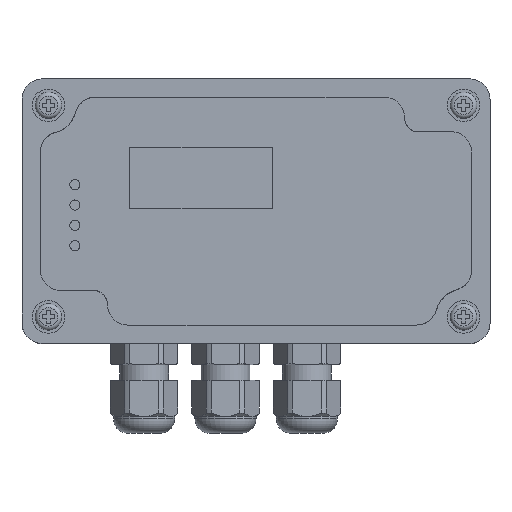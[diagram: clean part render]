
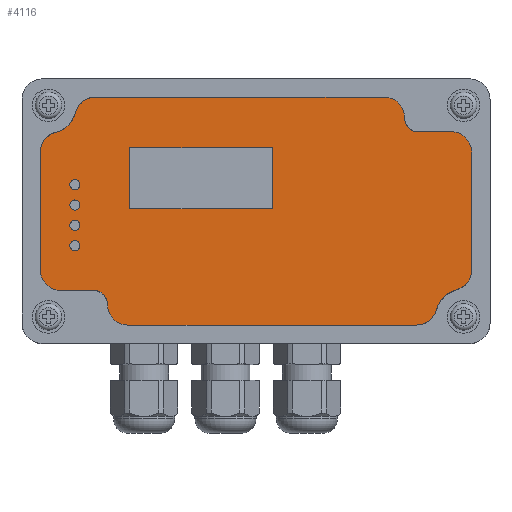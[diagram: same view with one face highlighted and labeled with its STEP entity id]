
A CAD part, top view. The second image highlights one B-rep face of the part: STEP entity #4116.
In plain terms, the highlighted planar face has unit normal (0, 0, 1).
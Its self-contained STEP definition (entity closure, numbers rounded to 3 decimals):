
#107=FACE_BOUND('',#1510,.T.);
#108=FACE_BOUND('',#1511,.T.);
#109=FACE_BOUND('',#1512,.T.);
#110=FACE_BOUND('',#1513,.T.);
#111=FACE_BOUND('',#1514,.T.);
#244=PLANE('',#4614);
#549=LINE('',#7076,#867);
#550=LINE('',#7078,#868);
#552=LINE('',#7081,#870);
#554=LINE('',#7084,#872);
#557=LINE('',#7088,#875);
#558=LINE('',#7090,#876);
#560=LINE('',#7093,#878);
#562=LINE('',#7096,#880);
#570=LINE('',#7129,#888);
#573=LINE('',#7135,#891);
#576=LINE('',#7141,#894);
#579=LINE('',#7145,#897);
#867=VECTOR('',#5800,10.);
#868=VECTOR('',#5803,10.);
#870=VECTOR('',#5807,10.);
#872=VECTOR('',#5811,10.);
#875=VECTOR('',#5816,10.);
#876=VECTOR('',#5819,10.);
#878=VECTOR('',#5823,10.);
#880=VECTOR('',#5827,10.);
#888=VECTOR('',#5861,10.);
#891=VECTOR('',#5866,10.);
#894=VECTOR('',#5871,10.);
#897=VECTOR('',#5876,10.);
#1229=FACE_OUTER_BOUND('',#1509,.T.);
#1509=EDGE_LOOP('',(#3826,#3827,#3828,#3829,#3830,#3831,#3832,#3833,#3834,
#3835,#3836,#3837,#3838,#3839,#3840,#3841,#3842,#3843,#3844,#3845));
#1510=EDGE_LOOP('',(#3846));
#1511=EDGE_LOOP('',(#3847));
#1512=EDGE_LOOP('',(#3848));
#1513=EDGE_LOOP('',(#3849));
#1514=EDGE_LOOP('',(#3850,#3851,#3852,#3853));
#1726=CIRCLE('',#4555,7.245);
#1728=CIRCLE('',#4558,5.);
#1731=CIRCLE('',#4562,5.);
#1732=CIRCLE('',#4564,3.449);
#1734=CIRCLE('',#4567,3.525);
#1736=CIRCLE('',#4570,6.948);
#1738=CIRCLE('',#4573,5.);
#1741=CIRCLE('',#4577,5.);
#1742=CIRCLE('',#4579,5.);
#1744=CIRCLE('',#4582,5.);
#1746=CIRCLE('',#4585,5.);
#1748=CIRCLE('',#4588,5.);
#1750=CIRCLE('',#4599,1.25);
#1752=CIRCLE('',#4602,1.25);
#1754=CIRCLE('',#4605,1.25);
#1756=CIRCLE('',#4608,1.25);
#2083=VERTEX_POINT('',#6979);
#2084=VERTEX_POINT('',#6980);
#2087=VERTEX_POINT('',#6988);
#2090=VERTEX_POINT('',#6996);
#2091=VERTEX_POINT('',#7000);
#2092=VERTEX_POINT('',#7001);
#2095=VERTEX_POINT('',#7009);
#2096=VERTEX_POINT('',#7010);
#2099=VERTEX_POINT('',#7018);
#2100=VERTEX_POINT('',#7019);
#2103=VERTEX_POINT('',#7027);
#2106=VERTEX_POINT('',#7035);
#2107=VERTEX_POINT('',#7039);
#2108=VERTEX_POINT('',#7040);
#2111=VERTEX_POINT('',#7048);
#2112=VERTEX_POINT('',#7049);
#2115=VERTEX_POINT('',#7057);
#2116=VERTEX_POINT('',#7058);
#2119=VERTEX_POINT('',#7066);
#2120=VERTEX_POINT('',#7067);
#2123=VERTEX_POINT('',#7099);
#2125=VERTEX_POINT('',#7105);
#2127=VERTEX_POINT('',#7111);
#2129=VERTEX_POINT('',#7117);
#2133=VERTEX_POINT('',#7126);
#2134=VERTEX_POINT('',#7128);
#2136=VERTEX_POINT('',#7134);
#2138=VERTEX_POINT('',#7140);
#2636=EDGE_CURVE('',#2083,#2084,#1726,.T.);
#2640=EDGE_CURVE('',#2087,#2084,#1728,.T.);
#2645=EDGE_CURVE('',#2083,#2090,#1731,.T.);
#2646=EDGE_CURVE('',#2091,#2092,#1732,.T.);
#2650=EDGE_CURVE('',#2095,#2096,#1734,.T.);
#2654=EDGE_CURVE('',#2099,#2100,#1736,.T.);
#2658=EDGE_CURVE('',#2103,#2100,#1738,.T.);
#2663=EDGE_CURVE('',#2099,#2106,#1741,.T.);
#2664=EDGE_CURVE('',#2107,#2108,#1742,.T.);
#2668=EDGE_CURVE('',#2111,#2112,#1744,.T.);
#2672=EDGE_CURVE('',#2115,#2116,#1746,.T.);
#2676=EDGE_CURVE('',#2119,#2120,#1748,.T.);
#2681=EDGE_CURVE('',#2115,#2091,#549,.T.);
#2682=EDGE_CURVE('',#2092,#2120,#550,.T.);
#2684=EDGE_CURVE('',#2119,#2106,#552,.T.);
#2686=EDGE_CURVE('',#2103,#2108,#554,.T.);
#2689=EDGE_CURVE('',#2107,#2095,#557,.T.);
#2690=EDGE_CURVE('',#2096,#2112,#558,.T.);
#2692=EDGE_CURVE('',#2111,#2090,#560,.T.);
#2694=EDGE_CURVE('',#2087,#2116,#562,.T.);
#2696=EDGE_CURVE('',#2123,#2123,#1750,.T.);
#2699=EDGE_CURVE('',#2125,#2125,#1752,.T.);
#2702=EDGE_CURVE('',#2127,#2127,#1754,.T.);
#2705=EDGE_CURVE('',#2129,#2129,#1756,.T.);
#2710=EDGE_CURVE('',#2134,#2133,#570,.T.);
#2713=EDGE_CURVE('',#2136,#2134,#573,.T.);
#2716=EDGE_CURVE('',#2138,#2136,#576,.T.);
#2719=EDGE_CURVE('',#2133,#2138,#579,.T.);
#3826=ORIENTED_EDGE('',*,*,#2645,.T.);
#3827=ORIENTED_EDGE('',*,*,#2692,.F.);
#3828=ORIENTED_EDGE('',*,*,#2668,.T.);
#3829=ORIENTED_EDGE('',*,*,#2690,.F.);
#3830=ORIENTED_EDGE('',*,*,#2650,.F.);
#3831=ORIENTED_EDGE('',*,*,#2689,.F.);
#3832=ORIENTED_EDGE('',*,*,#2664,.T.);
#3833=ORIENTED_EDGE('',*,*,#2686,.F.);
#3834=ORIENTED_EDGE('',*,*,#2658,.T.);
#3835=ORIENTED_EDGE('',*,*,#2654,.F.);
#3836=ORIENTED_EDGE('',*,*,#2663,.T.);
#3837=ORIENTED_EDGE('',*,*,#2684,.F.);
#3838=ORIENTED_EDGE('',*,*,#2676,.T.);
#3839=ORIENTED_EDGE('',*,*,#2682,.F.);
#3840=ORIENTED_EDGE('',*,*,#2646,.F.);
#3841=ORIENTED_EDGE('',*,*,#2681,.F.);
#3842=ORIENTED_EDGE('',*,*,#2672,.T.);
#3843=ORIENTED_EDGE('',*,*,#2694,.F.);
#3844=ORIENTED_EDGE('',*,*,#2640,.T.);
#3845=ORIENTED_EDGE('',*,*,#2636,.F.);
#3846=ORIENTED_EDGE('',*,*,#2696,.T.);
#3847=ORIENTED_EDGE('',*,*,#2699,.T.);
#3848=ORIENTED_EDGE('',*,*,#2702,.T.);
#3849=ORIENTED_EDGE('',*,*,#2705,.T.);
#3850=ORIENTED_EDGE('',*,*,#2716,.T.);
#3851=ORIENTED_EDGE('',*,*,#2713,.T.);
#3852=ORIENTED_EDGE('',*,*,#2710,.T.);
#3853=ORIENTED_EDGE('',*,*,#2719,.T.);
#4116=ADVANCED_FACE('',(#1229,#107,#108,#109,#110,#111),#244,.T.);
#4555=AXIS2_PLACEMENT_3D('',#6981,#5707,#5708);
#4558=AXIS2_PLACEMENT_3D('',#6989,#5715,#5716);
#4562=AXIS2_PLACEMENT_3D('',#6998,#5725,#5726);
#4564=AXIS2_PLACEMENT_3D('',#7002,#5729,#5730);
#4567=AXIS2_PLACEMENT_3D('',#7011,#5737,#5738);
#4570=AXIS2_PLACEMENT_3D('',#7020,#5745,#5746);
#4573=AXIS2_PLACEMENT_3D('',#7028,#5753,#5754);
#4577=AXIS2_PLACEMENT_3D('',#7037,#5763,#5764);
#4579=AXIS2_PLACEMENT_3D('',#7041,#5767,#5768);
#4582=AXIS2_PLACEMENT_3D('',#7050,#5775,#5776);
#4585=AXIS2_PLACEMENT_3D('',#7059,#5783,#5784);
#4588=AXIS2_PLACEMENT_3D('',#7068,#5791,#5792);
#4599=AXIS2_PLACEMENT_3D('',#7100,#5831,#5832);
#4602=AXIS2_PLACEMENT_3D('',#7106,#5838,#5839);
#4605=AXIS2_PLACEMENT_3D('',#7112,#5845,#5846);
#4608=AXIS2_PLACEMENT_3D('',#7118,#5852,#5853);
#4614=AXIS2_PLACEMENT_3D('',#7146,#5877,#5878);
#5707=DIRECTION('center_axis',(0.,0.,1.));
#5708=DIRECTION('ref_axis',(-0.268,0.963,0.));
#5715=DIRECTION('center_axis',(0.,0.,1.));
#5716=DIRECTION('ref_axis',(0.,-1.,0.));
#5725=DIRECTION('center_axis',(0.,0.,1.));
#5726=DIRECTION('ref_axis',(0.,-1.,0.));
#5729=DIRECTION('center_axis',(0.,0.,1.));
#5730=DIRECTION('ref_axis',(1.,0.011,0.));
#5737=DIRECTION('center_axis',(0.,0.,1.));
#5738=DIRECTION('ref_axis',(-0.999,0.032,0.));
#5745=DIRECTION('center_axis',(0.,0.,1.));
#5746=DIRECTION('ref_axis',(0.231,-0.973,0.));
#5753=DIRECTION('center_axis',(0.,0.,1.));
#5754=DIRECTION('ref_axis',(0.,1.,0.));
#5763=DIRECTION('center_axis',(0.,0.,1.));
#5764=DIRECTION('ref_axis',(0.,1.,0.));
#5767=DIRECTION('center_axis',(0.,0.,1.));
#5768=DIRECTION('ref_axis',(1.,0.,0.));
#5775=DIRECTION('center_axis',(0.,0.,1.));
#5776=DIRECTION('ref_axis',(1.,0.,0.));
#5783=DIRECTION('center_axis',(0.,0.,1.));
#5784=DIRECTION('ref_axis',(-1.,0.,0.));
#5791=DIRECTION('center_axis',(0.,0.,1.));
#5792=DIRECTION('ref_axis',(-1.,0.,0.));
#5800=DIRECTION('',(0.,1.,0.));
#5803=DIRECTION('',(-1.,0.,0.));
#5807=DIRECTION('',(0.,1.,0.));
#5811=DIRECTION('',(1.,0.,0.));
#5816=DIRECTION('',(0.,-1.,0.));
#5819=DIRECTION('',(1.,0.,0.));
#5823=DIRECTION('',(0.,-1.,0.));
#5827=DIRECTION('',(-1.,0.,0.));
#5831=DIRECTION('center_axis',(0.,0.,-1.));
#5832=DIRECTION('ref_axis',(-1.,0.,0.));
#5838=DIRECTION('center_axis',(0.,0.,-1.));
#5839=DIRECTION('ref_axis',(-1.,0.,0.));
#5845=DIRECTION('center_axis',(0.,0.,-1.));
#5846=DIRECTION('ref_axis',(-1.,0.,0.));
#5852=DIRECTION('center_axis',(0.,0.,-1.));
#5853=DIRECTION('ref_axis',(-1.,0.,0.));
#5861=DIRECTION('',(0.,1.,0.));
#5866=DIRECTION('',(-1.,0.,0.));
#5871=DIRECTION('',(0.,-1.,0.));
#5876=DIRECTION('',(1.,0.,0.));
#5877=DIRECTION('center_axis',(0.,0.,1.));
#5878=DIRECTION('ref_axis',(-1.,0.,0.));
#6979=CARTESIAN_POINT('',(106.841,13.183,40.));
#6980=CARTESIAN_POINT('',(101.873,8.382,40.));
#6981=CARTESIAN_POINT('Origin',(108.783,6.203,40.));
#6988=CARTESIAN_POINT('',(97.,4.5,40.));
#6989=CARTESIAN_POINT('Origin',(97.,9.5,40.));
#6996=CARTESIAN_POINT('',(110.5,18.,40.));
#6998=CARTESIAN_POINT('Origin',(105.5,18.,40.));
#7000=CARTESIAN_POINT('',(21.,9.6,40.));
#7001=CARTESIAN_POINT('',(17.817,13.,40.));
#7002=CARTESIAN_POINT('Origin',(17.551,9.561,40.));
#7009=CARTESIAN_POINT('',(94.,55.341,40.));
#7010=CARTESIAN_POINT('',(96.934,52.,40.));
#7011=CARTESIAN_POINT('Origin',(97.522,55.475,40.));
#7018=CARTESIAN_POINT('',(8.391,51.876,40.));
#7019=CARTESIAN_POINT('',(13.097,56.478,40.));
#7020=CARTESIAN_POINT('Origin',(6.465,58.551,40.));
#7027=CARTESIAN_POINT('',(18.,60.5,40.));
#7028=CARTESIAN_POINT('Origin',(18.,55.5,40.));
#7035=CARTESIAN_POINT('',(4.5,47.,40.));
#7037=CARTESIAN_POINT('Origin',(9.5,47.,40.));
#7039=CARTESIAN_POINT('',(94.,55.5,40.));
#7040=CARTESIAN_POINT('',(89.,60.5,40.));
#7041=CARTESIAN_POINT('Origin',(89.,55.5,40.));
#7048=CARTESIAN_POINT('',(110.5,47.,40.));
#7049=CARTESIAN_POINT('',(105.5,52.,40.));
#7050=CARTESIAN_POINT('Origin',(105.5,47.,40.));
#7057=CARTESIAN_POINT('',(21.,9.5,40.));
#7058=CARTESIAN_POINT('',(26.,4.5,40.));
#7059=CARTESIAN_POINT('Origin',(26.,9.5,40.));
#7066=CARTESIAN_POINT('',(4.5,18.,40.));
#7067=CARTESIAN_POINT('',(9.5,13.,40.));
#7068=CARTESIAN_POINT('Origin',(9.5,18.,40.));
#7076=CARTESIAN_POINT('',(21.,9.5,40.));
#7078=CARTESIAN_POINT('',(19.,13.,40.));
#7081=CARTESIAN_POINT('',(4.5,18.,40.));
#7084=CARTESIAN_POINT('',(18.,60.5,40.));
#7088=CARTESIAN_POINT('',(94.,55.5,40.));
#7090=CARTESIAN_POINT('',(96.,52.,40.));
#7093=CARTESIAN_POINT('',(110.5,47.,40.));
#7096=CARTESIAN_POINT('',(97.,4.5,40.));
#7099=CARTESIAN_POINT('',(14.25,29.,40.));
#7100=CARTESIAN_POINT('Origin',(13.,29.,40.));
#7105=CARTESIAN_POINT('',(14.25,34.,40.));
#7106=CARTESIAN_POINT('Origin',(13.,34.,40.));
#7111=CARTESIAN_POINT('',(14.25,24.,40.));
#7112=CARTESIAN_POINT('Origin',(13.,24.,40.));
#7117=CARTESIAN_POINT('',(14.25,39.,40.));
#7118=CARTESIAN_POINT('Origin',(13.,39.,40.));
#7126=CARTESIAN_POINT('',(26.5,48.121,40.));
#7128=CARTESIAN_POINT('',(26.5,33.121,40.));
#7129=CARTESIAN_POINT('',(26.5,32.81,40.));
#7134=CARTESIAN_POINT('',(61.5,33.121,40.));
#7135=CARTESIAN_POINT('',(59.5,33.121,40.));
#7140=CARTESIAN_POINT('',(61.5,48.121,40.));
#7141=CARTESIAN_POINT('',(61.5,40.31,40.));
#7145=CARTESIAN_POINT('',(42.,48.121,40.));
#7146=CARTESIAN_POINT('Origin',(57.5,32.5,40.));
